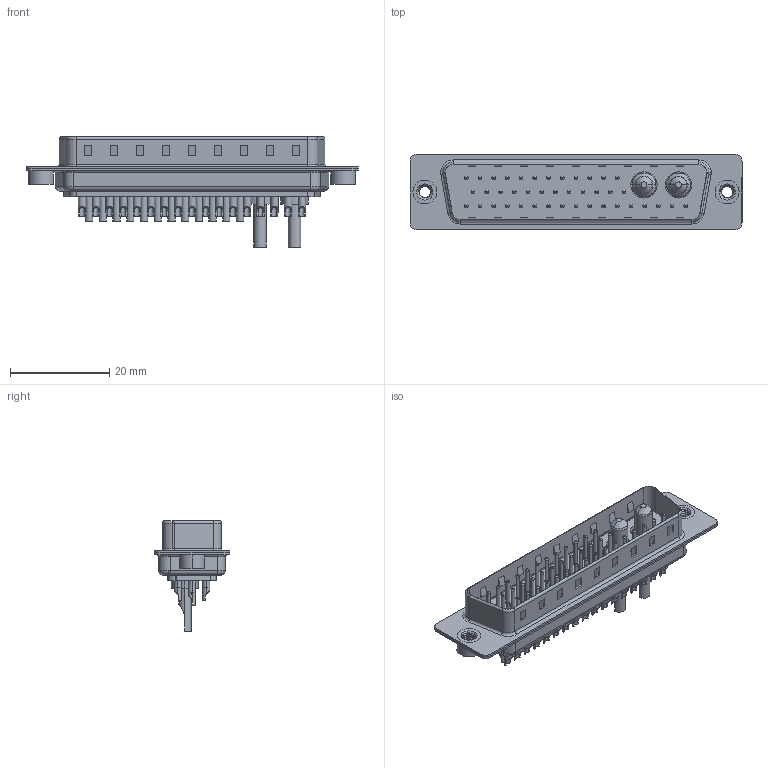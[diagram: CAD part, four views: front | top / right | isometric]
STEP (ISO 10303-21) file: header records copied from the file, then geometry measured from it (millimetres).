
FILE_DESCRIPTION (( 'STEP AP203' ), '1' );
FILE_NAME ('627-43W2622-1TA.STEP', '2019-06-20T01:53:35', ( '' ), ( '' ), 'SwSTEP 2.0', 'SolidWorks 2016', '' );
FILE_SCHEMA (( 'CONFIG_CONTROL_DESIGN' ));
Length unit declared in the file: millimetre
Products named in the file (9): 627Combo Threaded Rivet_A; Power Pin_10A SC; 627Combo Contact Row 1_22; 627Combo Contact Row 2_22L; 627Combo Contact Row 3_22; 627-43W2622-1TA; 627Combo Housing_43W2; 627Combo Shell Rear_50 Contacts; 627Combo Shell Front_50 Contacts
Assembly tree (48 placements, depth 2):
  627-43W2622-1TA
    627Combo Housing_43W2
    627Combo Shell Rear_50 Contacts
    627Combo Shell Front_50 Contacts
    627Combo Threaded Rivet_A  x2
    Power Pin_10A SC  x2
    627Combo Contact Row 1_22  x12
    627Combo Contact Row 2_22L  x12
    627Combo Contact Row 3_22  x17
Bounding box: 67 x 15.3 x 22.3 mm (x, y, z)
Volume: 4744.6 mm3; surface area: 11212.1 mm2
Topology: 50 solids, 50 shells, 2017 faces, 4693 edges, 2871 vertices
Faces by surface type: cylinder 843, plane 596, torus 464, cone 104, bspline 10
Entity records: 28964 total; most frequent: CARTESIAN_POINT 6279, DIRECTION 4652, ORIENTED_EDGE 4020, EDGE_CURVE 2010, AXIS2_PLACEMENT_3D 1836, VERTEX_POINT 1288, EDGE_LOOP 1082, VECTOR 980
